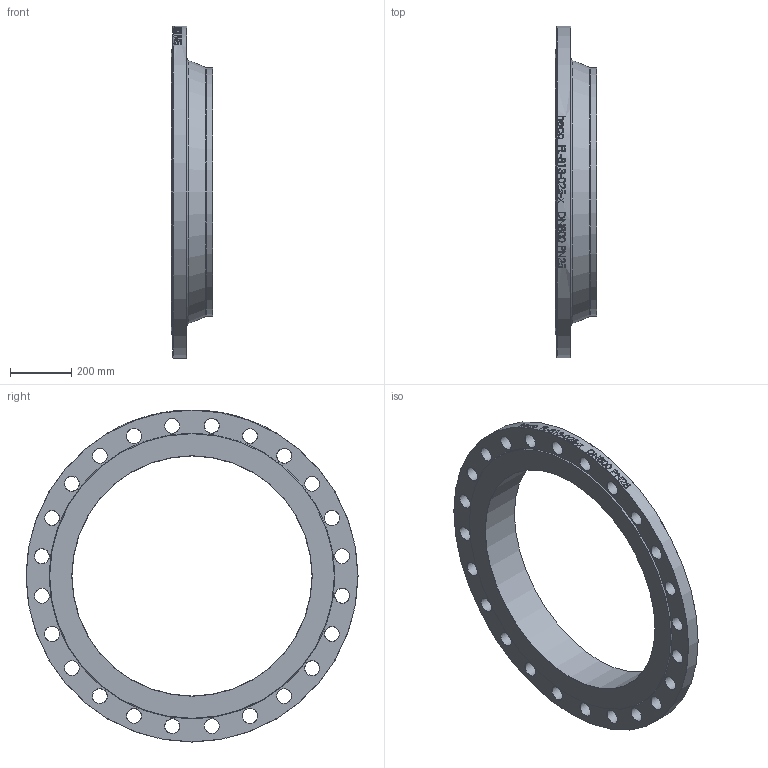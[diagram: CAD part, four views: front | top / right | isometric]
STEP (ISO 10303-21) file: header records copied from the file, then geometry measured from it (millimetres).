
FILE_DESCRIPTION (( 'STEP AP214' ), '1' );
FILE_NAME ('FL-813-025-x Vorschweissflansch DN800 PN25 iso DIN2634 2009.STEP', '2020-09-23T10:11:52', ( '' ), ( '' ), 'SwSTEP 2.0', 'SolidWorks 2019', '' );
FILE_SCHEMA (( 'AUTOMOTIVE_DESIGN' ));
Length unit declared in the file: millimetre
Products named in the file (1): FL-813-025-x Vorschweissflansch DN800 PN25 iso DIN2634 2009
Bounding box: 135 x 1085 x 1085 mm (x, y, z)
Volume: 24040255.6 mm3; surface area: 1610792.2 mm2
Topology: 1 solids, 1 shells, 124 faces, 498 edges, 413 vertices
Faces by surface type: cylinder 65, cone 53, plane 4, torus 2
Full cylindrical faces by diameter (mm): 48 x24, 784.6 x1, 813 x1, 1085 x1
Entity records: 15053 total; most frequent: CARTESIAN_POINT 11062, ORIENTED_EDGE 762, DIRECTION 617, VERTEX_POINT 381, EDGE_CURVE 381, EDGE_LOOP 292, AXIS2_PLACEMENT_3D 289, B_SPLINE_CURVE_WITH_KNOTS 176
